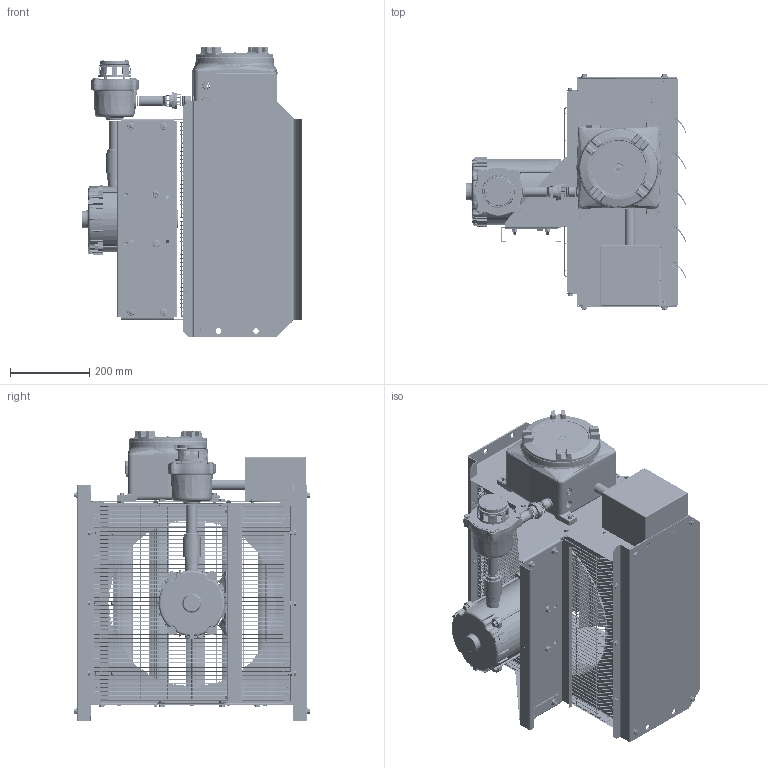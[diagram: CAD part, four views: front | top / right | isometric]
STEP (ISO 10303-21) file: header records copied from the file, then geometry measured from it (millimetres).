
FILE_DESCRIPTION (( 'STEP AP214' ), '1' );
FILE_NAME ('XEU1-16-T1.STEP', '2018-01-18T14:54:19', ( 'jose' ), ( 'Microsoft' ), 'SwSTEP 2.0', 'SolidWorks 2017', '' );
FILE_SCHEMA (( 'AUTOMOTIVE_DESIGN' ));
Length unit declared in the file: inch
Products named in the file (1): XEU1-16-T1
Bounding box: 557.03 x 595.86 x 733.6 mm (x, y, z)
Surface area: 3752533.5 mm2 (no closed solid volume)
Topology: 0 solids, 565 shells, 3850 faces, 22636 edges, 18858 vertices
Faces by surface type: plane 1278, cylinder 1181, cone 579, torus 541, bspline 241, sphere 30
Entity records: 342453 total; most frequent: CARTESIAN_POINT 134146, ORIENTED_EDGE 29027, DIRECTION 28069, EDGE_CURVE 22620, VERTEX_POINT 18858, VECTOR 9711, LINE 9711, AXIS2_PLACEMENT_3D 9179
